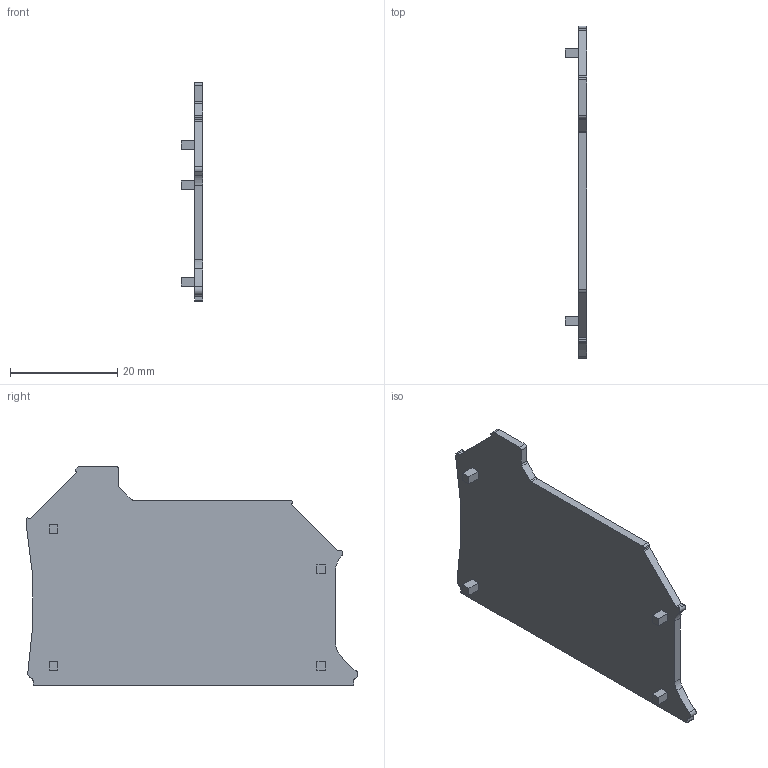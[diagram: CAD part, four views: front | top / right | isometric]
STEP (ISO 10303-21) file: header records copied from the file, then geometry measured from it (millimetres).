
FILE_DESCRIPTION(('CATIA V5 STEP Exchange','CAx-IF Rec.Pracs.--- Model Styling and Organization---1.4--- 2014-01-23'),'2;1');
FILE_NAME ('D1458838_0', '2020-01-27T10:36:08+00:00', ('none'), ('Weidmueller'), 'CATIA Version 5-6 Release 2016 SP3 HF44', 'CATIA V5 STEP AP214', 'none');
FILE_SCHEMA(('AUTOMOTIVE_DESIGN { 1 0 10303 214 1 1 1 1 }'));
Length unit declared in the file: millimetre
Products named in the file (1): 1905070000_WAP_WDU-WTR4-ZR
Bounding box: 3.98 x 61.94 x 40.95 mm (x, y, z)
Volume: 3040.3 mm3; surface area: 4370.4 mm2
Topology: 1 solids, 1 shells, 59 faces, 159 edges, 106 vertices
Faces by surface type: plane 35, cylinder 24
Entity records: 1789 total; most frequent: ORIENTED_EDGE 318, CARTESIAN_POINT 316, DIRECTION 259, EDGE_CURVE 159, VECTOR 111, LINE 111, VERTEX_POINT 106, AXIS2_PLACEMENT_3D 99
